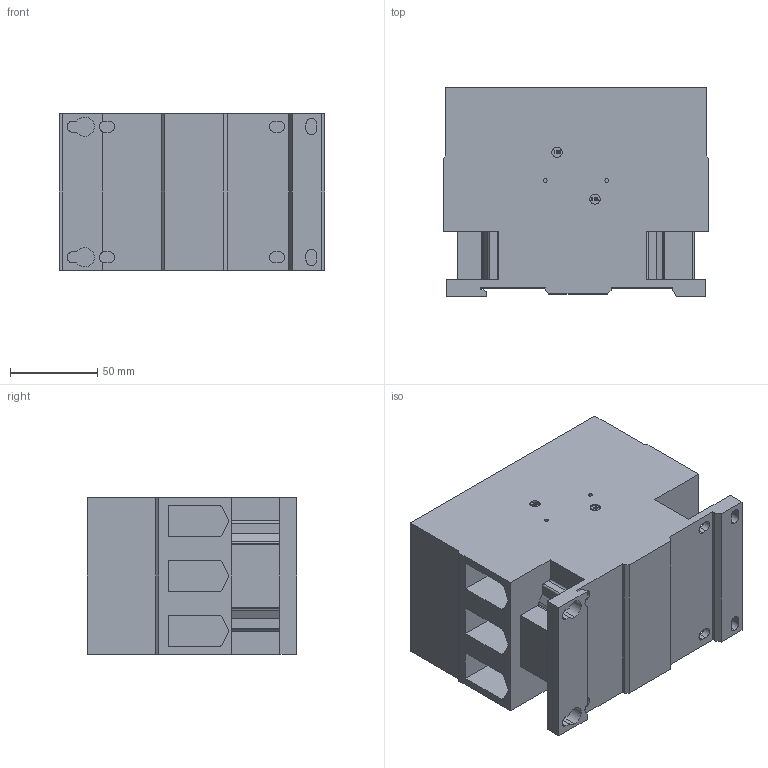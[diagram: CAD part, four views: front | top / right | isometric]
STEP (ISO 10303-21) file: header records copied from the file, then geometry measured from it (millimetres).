
FILE_DESCRIPTION (( 'STEP AP203' ), '1' );
FILE_NAME ('K3-90_115.STEP', '2009-07-13T07:27:18', ( 'Gutermuth' ), ( 'Benedict GmbH' ), 'SwSTEP 2.0', 'SolidWorks 2009', '' );
FILE_SCHEMA (( 'CONFIG_CONTROL_DESIGN' ));
Length unit declared in the file: millimetre
Products named in the file (1): K3-90_115
Bounding box: 152.5 x 120 x 90 mm (x, y, z)
Volume: 1392413.2 mm3; surface area: 109241.8 mm2
Topology: 1 solids, 1 shells, 411 faces, 1119 edges, 746 vertices
Faces by surface type: plane 220, bspline 96, cylinder 95
Entity records: 14334 total; most frequent: CARTESIAN_POINT 4299, ORIENTED_EDGE 2238, DIRECTION 1745, EDGE_CURVE 1119, VERTEX_POINT 746, LINE 737, VECTOR 737, AXIS2_PLACEMENT_3D 504
